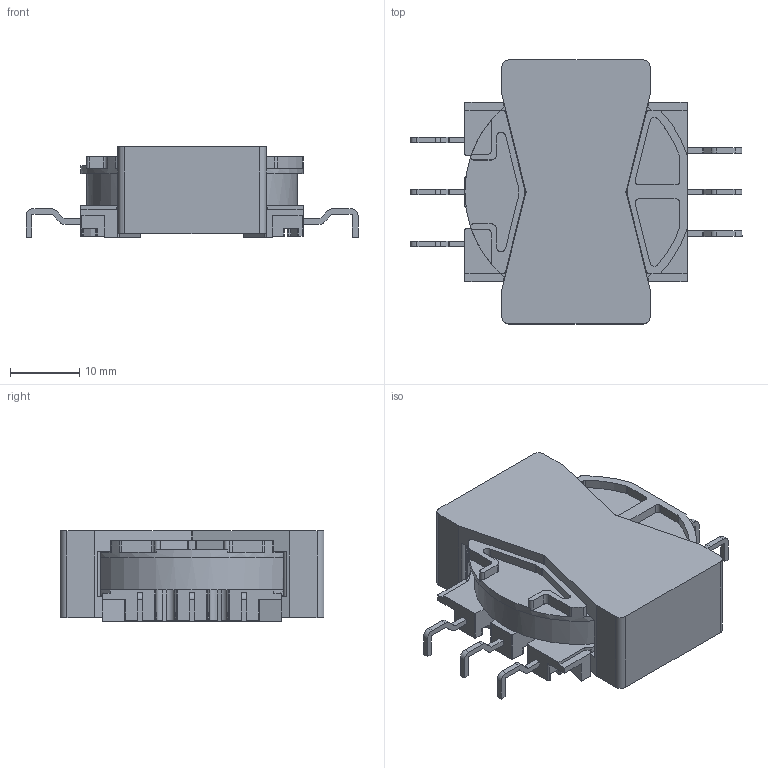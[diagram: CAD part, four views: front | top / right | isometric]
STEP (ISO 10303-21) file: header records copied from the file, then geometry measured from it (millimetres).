
FILE_DESCRIPTION(/* description */ ('Unknown'),/* implementation_level */ '2;1');
FILE_NAME(/* name */ 'T_Wurth_WE-PFC-PQ38_11',/* time_stamp */ '2025-10-23T16:55:07+08:00',/* author */ ('Unknown'),/* organization */ ('Unknown'),/* preprocessor_version */ 'ST-DEVELOPER v19.4',/* originating_system */ 'Solid Edge',/* authorisation */ 'Unknown');
FILE_SCHEMA (('AUTOMOTIVE_DESIGN {1 0 10303 214 3 1 1}'));
Length unit declared in the file: millimetre
Products named in the file (2): T_Wurth_WE-PFC-PQ38_11
Assembly tree (1 placements, depth 2):
  T_Wurth_WE-PFC-PQ38_11
    T_Wurth_WE-PFC-PQ38_11
Bounding box: 47.8 x 38 x 13.03 mm (x, y, z)
Volume: 11101.7 mm3; surface area: 7632.6 mm2
Topology: 2 solids, 2 shells, 360 faces, 1041 edges, 690 vertices
Faces by surface type: plane 207, cylinder 153
Full cylindrical faces by diameter (mm): 14.3 x1, 14.75 x1, 30.354 x1, 32 x1
Entity records: 14179 total; most frequent: DIRECTION 2093, CARTESIAN_POINT 2083, ORIENTED_EDGE 2068, EDGE_CURVE 1034, LINE 699, VECTOR 699, AXIS2_PLACEMENT_3D 697, VERTEX_POINT 687
